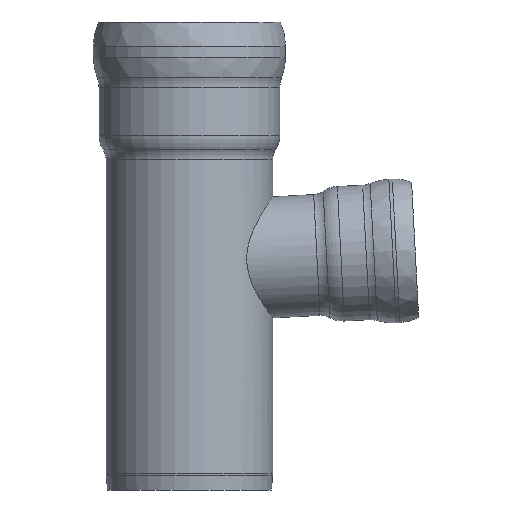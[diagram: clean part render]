
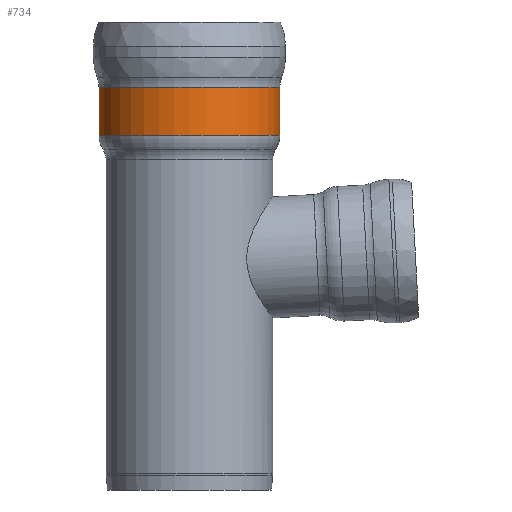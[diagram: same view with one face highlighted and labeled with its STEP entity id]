
A CAD part, front view. The second image highlights one B-rep face of the part: STEP entity #734.
In plain terms, the highlighted cylindrical face has radius 396 mm (diameter 792 mm), a full revolution.
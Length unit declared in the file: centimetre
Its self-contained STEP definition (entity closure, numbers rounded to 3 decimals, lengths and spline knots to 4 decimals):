
#77=CIRCLE('',#802,39.6);
#78=CIRCLE('',#803,39.6);
#79=CIRCLE('',#805,39.6);
#80=CIRCLE('',#806,39.6);
#155=FACE_OUTER_BOUND('',#196,.T.);
#196=EDGE_LOOP('',(#535,#536,#537,#538,#539,#540));
#231=LINE('',#1524,#252);
#252=VECTOR('',#972,39.6);
#304=VERTEX_POINT('',#1517);
#305=VERTEX_POINT('',#1519);
#306=VERTEX_POINT('',#1523);
#307=VERTEX_POINT('',#1525);
#391=EDGE_CURVE('',#304,#305,#77,.T.);
#392=EDGE_CURVE('',#305,#304,#78,.T.);
#393=EDGE_CURVE('',#305,#306,#231,.T.);
#394=EDGE_CURVE('',#306,#307,#79,.T.);
#395=EDGE_CURVE('',#307,#306,#80,.T.);
#535=ORIENTED_EDGE('',*,*,#391,.F.);
#536=ORIENTED_EDGE('',*,*,#392,.F.);
#537=ORIENTED_EDGE('',*,*,#393,.T.);
#538=ORIENTED_EDGE('',*,*,#394,.T.);
#539=ORIENTED_EDGE('',*,*,#395,.T.);
#540=ORIENTED_EDGE('',*,*,#393,.F.);
#712=CYLINDRICAL_SURFACE('',#804,39.6);
#734=ADVANCED_FACE('',(#155),#712,.T.);
#802=AXIS2_PLACEMENT_3D('',#1520,#966,#967);
#803=AXIS2_PLACEMENT_3D('',#1521,#968,#969);
#804=AXIS2_PLACEMENT_3D('',#1522,#970,#971);
#805=AXIS2_PLACEMENT_3D('',#1526,#973,#974);
#806=AXIS2_PLACEMENT_3D('',#1527,#975,#976);
#966=DIRECTION('center_axis',(0.,0.,
-1.));
#967=DIRECTION('ref_axis',(1.,0.,0.));
#968=DIRECTION('center_axis',(0.,0.,
-1.));
#969=DIRECTION('ref_axis',(1.,0.,0.));
#970=DIRECTION('center_axis',(0.,0.,
-1.));
#971=DIRECTION('ref_axis',(-1.,0.,0.));
#972=DIRECTION('',(0.,0.,1.));
#973=DIRECTION('center_axis',(0.,0.,
-1.));
#974=DIRECTION('ref_axis',(1.,0.,0.));
#975=DIRECTION('center_axis',(0.,0.,
-1.));
#976=DIRECTION('ref_axis',(1.,0.,0.));
#1517=CARTESIAN_POINT('',(677.1676,314.2254,57.8872));
#1519=CARTESIAN_POINT('',(716.7676,353.8254,57.8872));
#1520=CARTESIAN_POINT('Origin',(677.1676,353.8254,57.8872));
#1521=CARTESIAN_POINT('Origin',(677.1676,353.8254,57.8872));
#1522=CARTESIAN_POINT('Origin',(677.1676,353.8254,68.3578));
#1523=CARTESIAN_POINT('',(716.7676,353.8254,78.8284));
#1524=CARTESIAN_POINT('',(716.7676,353.8254,68.3578));
#1525=CARTESIAN_POINT('',(677.1676,314.2254,78.8284));
#1526=CARTESIAN_POINT('Origin',(677.1676,353.8254,78.8284));
#1527=CARTESIAN_POINT('Origin',(677.1676,353.8254,78.8284));
